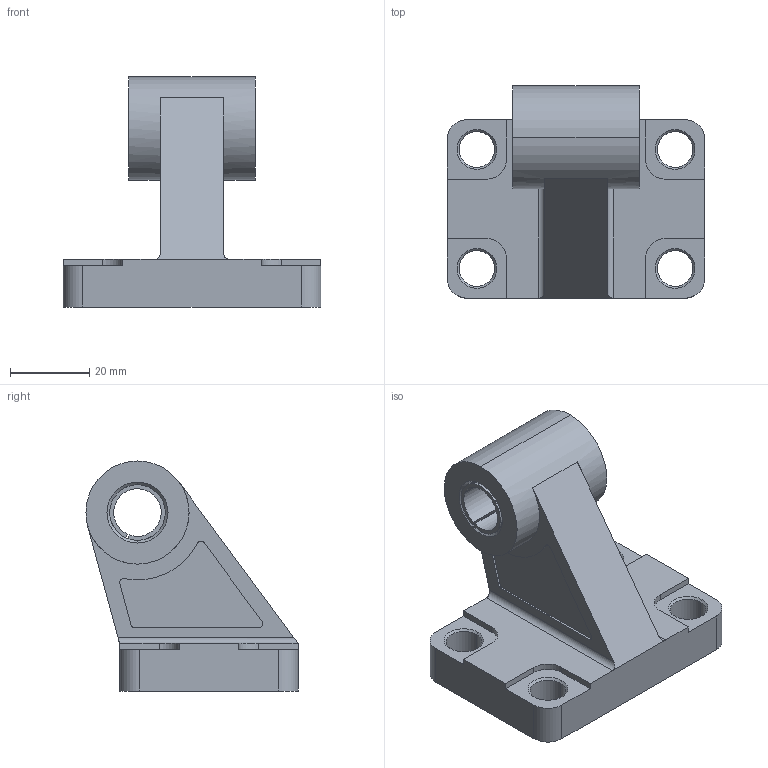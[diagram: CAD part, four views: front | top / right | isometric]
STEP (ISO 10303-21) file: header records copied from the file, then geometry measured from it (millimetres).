
FILE_DESCRIPTION (( 'STEP AP203' ), '1' );
FILE_NAME ('ARQ1050000.step', '2022-03-10T11:57:50', ( '' ), ( '' ), 'SwSTEP 2.0', 'SolidWorks 2021', '' );
FILE_SCHEMA (( 'CONFIG_CONTROL_DESIGN' ));
Length unit declared in the file: millimetre
Products named in the file (3): ARQ1050000; ARQ1050B00; BC02812001
Assembly tree (3 placements, depth 2):
  ARQ1050000
    ARQ1050B00
    BC02812001  x2
Bounding box: 65 x 53.5 x 58 mm (x, y, z)
Volume: 57927 mm3; surface area: 17896.5 mm2
Topology: 3 solids, 3 shells, 243 faces, 629 edges, 410 vertices
Faces by surface type: plane 116, bspline 54, cylinder 49, cone 22, torus 2
Entity records: 10176 total; most frequent: CARTESIAN_POINT 4400, ORIENTED_EDGE 1210, DIRECTION 975, EDGE_CURVE 605, VERTEX_POINT 394, VECTOR 381, LINE 381, AXIS2_PLACEMENT_3D 297
